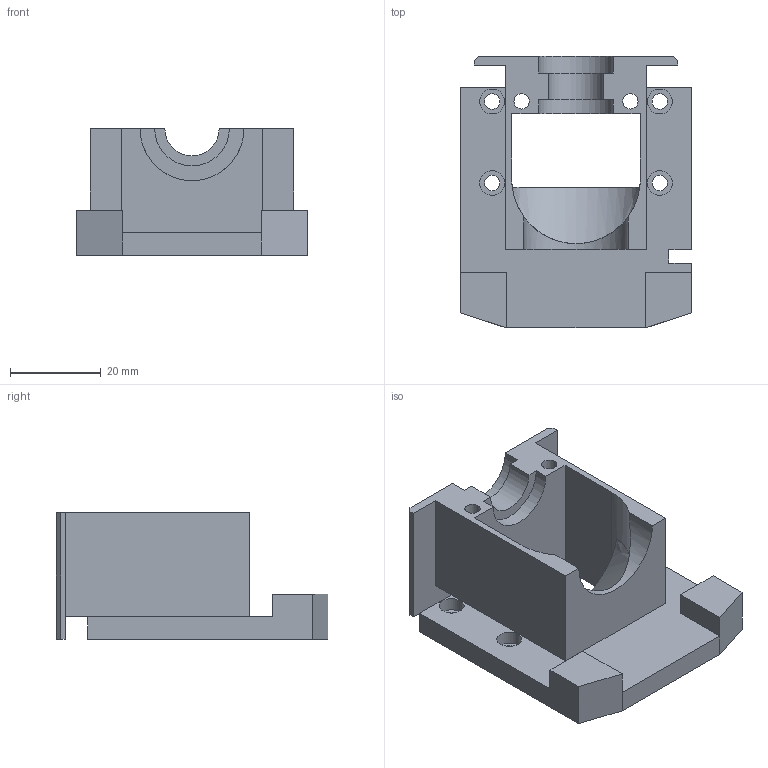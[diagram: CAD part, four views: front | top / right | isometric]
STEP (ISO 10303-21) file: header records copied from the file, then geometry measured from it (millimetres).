
FILE_DESCRIPTION(('FreeCAD Model'),'2;1');
FILE_NAME('Open CASCADE Shape Model','2025-06-05T22:40:51',('FreeCAD'),( 'FreeCAD'),'Open CASCADE STEP processor 7.7','FreeCAD','Unknown');
FILE_SCHEMA(('AUTOMOTIVE_DESIGN { 1 0 10303 214 1 1 1 1 }'));
Length unit declared in the file: millimetre
Products named in the file (1): Open CASCADE STEP translator 7.7 43
Bounding box: 51 x 60 x 28 mm (x, y, z)
Volume: 26020.2 mm3; surface area: 13892.3 mm2
Topology: 1 solids, 1 shells, 78 faces, 199 edges, 129 vertices
Faces by surface type: plane 56, cylinder 21, bspline 1
Full cylindrical faces by diameter (mm): 1.95 x1, 3.4 x6, 4 x2, 4.4 x2, 5.5 x4
Entity records: 2529 total; most frequent: CARTESIAN_POINT 572, DIRECTION 397, ORIENTED_EDGE 394, EDGE_CURVE 197, LINE 149, VECTOR 149, VERTEX_POINT 129, AXIS2_PLACEMENT_3D 124
